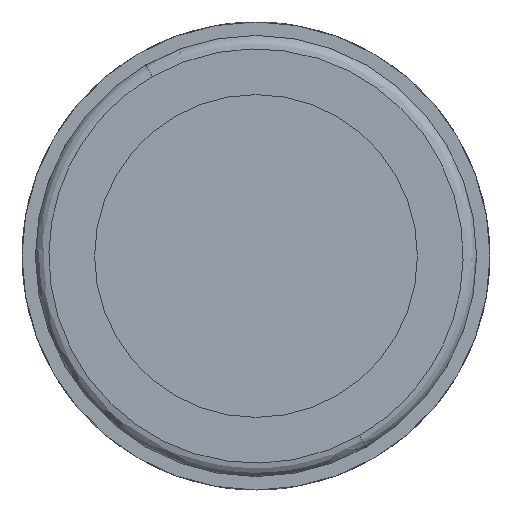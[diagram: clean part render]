
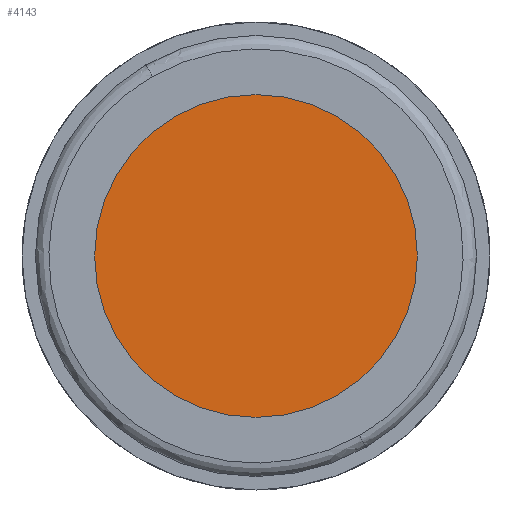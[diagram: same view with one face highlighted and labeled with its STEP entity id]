
A CAD part, front view. The second image highlights one B-rep face of the part: STEP entity #4143.
In plain terms, the highlighted planar face has unit normal (0, -1, 0).
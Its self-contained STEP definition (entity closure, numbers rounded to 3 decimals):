
#921 = CARTESIAN_POINT ( 'NONE',  ( 0., -45.5, -6. ) ) ;
#1005 = EDGE_LOOP ( 'NONE', ( #3226, #7974 ) ) ;
#1019 = AXIS2_PLACEMENT_3D ( 'NONE', #3680, #8838, #8139 ) ;
#1300 = CARTESIAN_POINT ( 'NONE',  ( 0., -45.5, 0. ) ) ;
#1516 = VERTEX_POINT ( 'NONE', #921 ) ;
#1628 = CARTESIAN_POINT ( 'NONE',  ( 0., -45.5, 0. ) ) ;
#1713 = CIRCLE ( 'NONE', #2369, 6. ) ;
#1960 = AXIS2_PLACEMENT_3D ( 'NONE', #1300, #7907, #6427 ) ;
#2092 = VERTEX_POINT ( 'NONE', #8851 ) ;
#2369 = AXIS2_PLACEMENT_3D ( 'NONE', #1628, #5965, #8208 ) ;
#2498 = EDGE_CURVE ( 'NONE', #2092, #1516, #8790, .T. ) ;
#3226 = ORIENTED_EDGE ( 'NONE', *, *, #2498, .F. ) ;
#3680 = CARTESIAN_POINT ( 'NONE',  ( 5.196, -45.5, 3. ) ) ;
#4143 = ADVANCED_FACE ( 'NONE', ( #7534 ), #4413, .F. ) ;
#4413 = PLANE ( 'NONE',  #1019 ) ;
#5935 = EDGE_CURVE ( 'NONE', #1516, #2092, #1713, .T. ) ;
#5965 = DIRECTION ( 'NONE',  ( 0., 1., 0. ) ) ;
#6427 = DIRECTION ( 'NONE',  ( 0., 0., 1. ) ) ;
#7534 = FACE_OUTER_BOUND ( 'NONE', #1005, .T. ) ;
#7907 = DIRECTION ( 'NONE',  ( 0., 1., 0. ) ) ;
#7974 = ORIENTED_EDGE ( 'NONE', *, *, #5935, .F. ) ;
#8139 = DIRECTION ( 'NONE',  ( 0., 0., 1. ) ) ;
#8208 = DIRECTION ( 'NONE',  ( 0., 0., 1. ) ) ;
#8790 = CIRCLE ( 'NONE', #1960, 6. ) ;
#8838 = DIRECTION ( 'NONE',  ( 0., 1., 0. ) ) ;
#8851 = CARTESIAN_POINT ( 'NONE',  ( 0., -45.5, 6. ) ) ;
